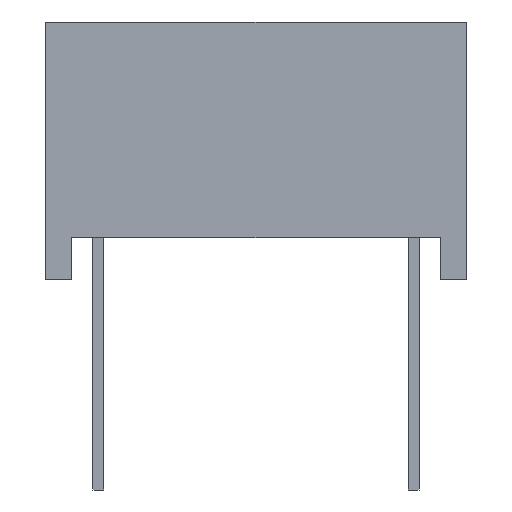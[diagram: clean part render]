
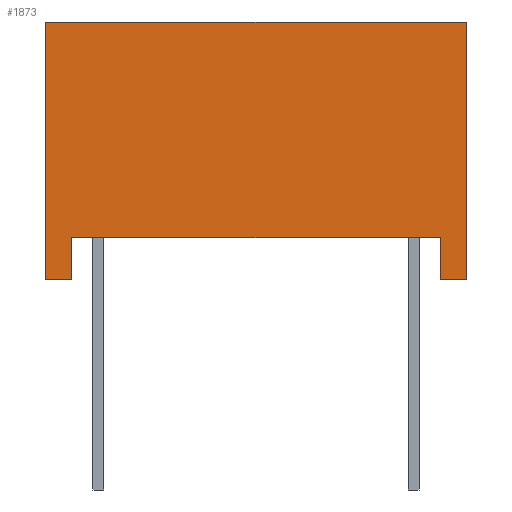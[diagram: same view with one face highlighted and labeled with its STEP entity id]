
A CAD part, front view. The second image highlights one B-rep face of the part: STEP entity #1873.
In plain terms, the highlighted planar face has unit normal (0, -1, 0).
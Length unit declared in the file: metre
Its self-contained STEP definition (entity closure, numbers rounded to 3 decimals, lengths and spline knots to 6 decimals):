
#245=ORIENTED_EDGE('',*,*,#725,.F.);
#246=ORIENTED_EDGE('',*,*,#730,.T.);
#247=ORIENTED_EDGE('',*,*,#722,.F.);
#248=ORIENTED_EDGE('',*,*,#703,.F.);
#249=ORIENTED_EDGE('',*,*,#715,.T.);
#250=ORIENTED_EDGE('',*,*,#731,.T.);
#251=ORIENTED_EDGE('',*,*,#728,.T.);
#252=ORIENTED_EDGE('',*,*,#656,.F.);
#656=EDGE_CURVE('',#908,#898,#1076,.T.);
#703=EDGE_CURVE('',#951,#952,#1115,.T.);
#715=EDGE_CURVE('',#951,#962,#1127,.T.);
#722=EDGE_CURVE('',#952,#964,#1134,.T.);
#725=EDGE_CURVE('',#966,#908,#1137,.T.);
#728=EDGE_CURVE('',#968,#898,#1140,.T.);
#730=EDGE_CURVE('',#966,#964,#1142,.T.);
#731=EDGE_CURVE('',#962,#968,#1143,.T.);
#898=VERTEX_POINT('',#3099);
#908=VERTEX_POINT('',#3119);
#951=VERTEX_POINT('',#3298);
#952=VERTEX_POINT('',#3300);
#962=VERTEX_POINT('',#3324);
#964=VERTEX_POINT('',#3331);
#966=VERTEX_POINT('',#3340);
#968=VERTEX_POINT('',#3345);
#1076=LINE('',#3120,#1320);
#1115=LINE('',#3299,#1359);
#1127=LINE('',#3325,#1371);
#1134=LINE('',#3335,#1378);
#1137=LINE('',#3341,#1381);
#1140=LINE('',#3347,#1384);
#1142=LINE('',#3350,#1386);
#1143=LINE('',#3352,#1387);
#1320=VECTOR('',#2634,1.);
#1359=VECTOR('',#2675,1.);
#1371=VECTOR('',#2693,1.);
#1378=VECTOR('',#2702,1.);
#1381=VECTOR('',#2707,1.);
#1384=VECTOR('',#2712,1.);
#1386=VECTOR('',#2716,1.);
#1387=VECTOR('',#2719,1.);
#1551=EDGE_LOOP('',(#245,#246,#247,#248,#249,#250,#251,#252));
#1671=FACE_BOUND('',#1551,.T.);
#1770=PLANE('',#2497);
#1873=ADVANCED_FACE('',(#1671),#1770,.F.);
#2497=AXIS2_PLACEMENT_3D('',#3351,#2717,#2718);
#2634=DIRECTION('',(-1.,0.,0.));
#2675=DIRECTION('',(1.,0.,0.));
#2693=DIRECTION('',(0.,0.,-1.));
#2702=DIRECTION('',(0.,0.,-1.));
#2707=DIRECTION('',(0.,0.,1.));
#2712=DIRECTION('',(0.,0.,1.));
#2716=DIRECTION('',(1.,0.,0.));
#2717=DIRECTION('',(0.,1.,0.));
#2718=DIRECTION('',(0.,0.,1.));
#2719=DIRECTION('',(1.,0.,0.));
#3099=CARTESIAN_POINT('',(-0.004445,-0.01016,0.001016));
#3119=CARTESIAN_POINT('',(0.004445,-0.01016,0.001016));
#3120=CARTESIAN_POINT('',(0.,-0.01016,0.001016));
#3298=CARTESIAN_POINT('',(-0.00508,-0.01016,0.006223));
#3299=CARTESIAN_POINT('',(0.,-0.01016,0.006223));
#3300=CARTESIAN_POINT('',(0.00508,-0.01016,0.006223));
#3324=CARTESIAN_POINT('',(-0.00508,-0.01016,0.));
#3325=CARTESIAN_POINT('',(-0.00508,-0.01016,0.006223));
#3331=CARTESIAN_POINT('',(0.00508,-0.01016,0.));
#3335=CARTESIAN_POINT('',(0.00508,-0.01016,0.006223));
#3340=CARTESIAN_POINT('',(0.004445,-0.01016,0.));
#3341=CARTESIAN_POINT('',(0.004445,-0.01016,0.000508));
#3345=CARTESIAN_POINT('',(-0.004445,-0.01016,0.));
#3347=CARTESIAN_POINT('',(-0.004445,-0.01016,0.000508));
#3350=CARTESIAN_POINT('',(0.,-0.01016,0.));
#3351=CARTESIAN_POINT('',(0.,-0.01016,0.006223));
#3352=CARTESIAN_POINT('',(0.,-0.01016,0.));
